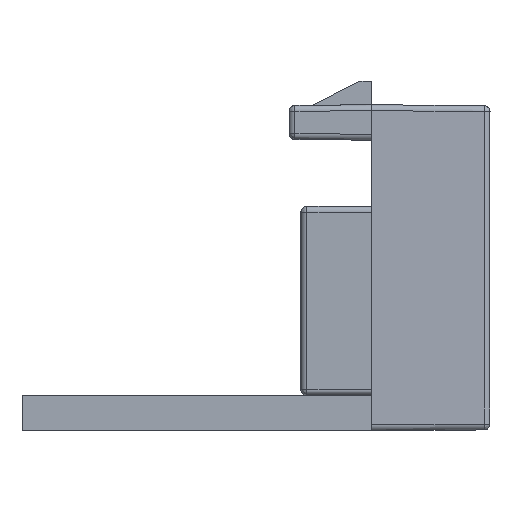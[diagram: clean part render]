
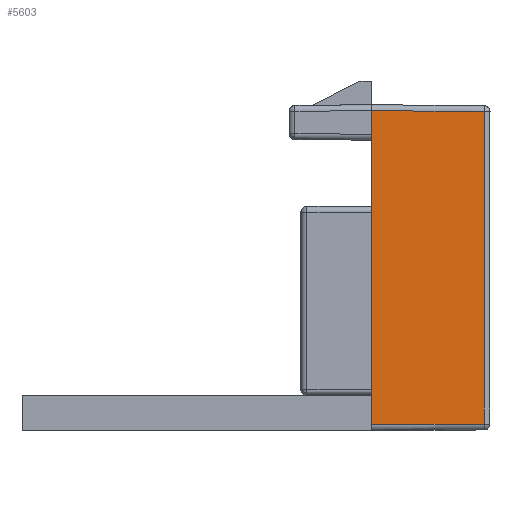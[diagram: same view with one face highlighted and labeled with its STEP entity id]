
A CAD part, front view. The second image highlights one B-rep face of the part: STEP entity #5603.
In plain terms, the highlighted planar face has unit normal (0.009, -1, 0).
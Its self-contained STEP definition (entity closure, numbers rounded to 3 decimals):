
#533 = LINE ( 'NONE', #7894, #536 ) ;
#536 = VECTOR ( 'NONE', #7848, 1000. ) ;
#924 = DIRECTION ( 'NONE',  ( 0.009, -1., 0. ) ) ;
#925 = DIRECTION ( 'NONE',  ( 1., 0.009, 0. ) ) ;
#1037 = CARTESIAN_POINT ( 'NONE',  ( -5.475, -26.204, 7.15 ) ) ;
#1232 = PLANE ( 'NONE',  #4728 ) ;
#2190 = CARTESIAN_POINT ( 'NONE',  ( -0.248, -26.159, 6.609 ) ) ;
#2279 = CARTESIAN_POINT ( 'NONE',  ( -0.248, -26.159, -6.609 ) ) ;
#2369 = CARTESIAN_POINT ( 'NONE',  ( -5., -26.2, -6.65 ) ) ;
#2371 = CARTESIAN_POINT ( 'NONE',  ( -5., -26.2, 6.65 ) ) ;
#2765 = VERTEX_POINT ( 'NONE', #2369 ) ;
#2767 = VERTEX_POINT ( 'NONE', #2371 ) ;
#2800 = VERTEX_POINT ( 'NONE', #2190 ) ;
#2889 = VERTEX_POINT ( 'NONE', #2279 ) ;
#3051 = DIRECTION ( 'NONE',  ( -1., -0.009, 0.009 ) ) ;
#3241 = CARTESIAN_POINT ( 'NONE',  ( -0.248, -26.159, 6.609 ) ) ;
#3472 = EDGE_CURVE ( 'NONE', #2767, #2765, #533, .T. ) ;
#3544 = EDGE_CURVE ( 'NONE', #2800, #2889, #4031, .T. ) ;
#3718 = EDGE_CURVE ( 'NONE', #2800, #2767, #4303, .T. ) ;
#3787 = EDGE_CURVE ( 'NONE', #2765, #2889, #4417, .T. ) ;
#4031 = LINE ( 'NONE', #7805, #4035 ) ;
#4035 = VECTOR ( 'NONE', #7802, 1000. ) ;
#4303 = LINE ( 'NONE', #3241, #4310 ) ;
#4310 = VECTOR ( 'NONE', #3051, 1000. ) ;
#4417 = LINE ( 'NONE', #8549, #4422 ) ;
#4422 = VECTOR ( 'NONE', #8518, 1000. ) ;
#4728 = AXIS2_PLACEMENT_3D ( 'NONE', #1037, #924, #925 ) ;
#5262 = ORIENTED_EDGE ( 'NONE', *, *, #3472, .T. ) ;
#5263 = ORIENTED_EDGE ( 'NONE', *, *, #3787, .T. ) ;
#5264 = ORIENTED_EDGE ( 'NONE', *, *, #3544, .F. ) ;
#5265 = ORIENTED_EDGE ( 'NONE', *, *, #3718, .T. ) ;
#5603 = ADVANCED_FACE ( 'NONE', ( #9116 ), #1232, .T. ) ;
#6308 = EDGE_LOOP ( 'NONE', ( #5262, #5263, #5264, #5265 ) ) ;
#7802 = DIRECTION ( 'NONE',  ( 0., 0., -1. ) ) ;
#7805 = CARTESIAN_POINT ( 'NONE',  ( -0.248, -26.159, -6.741 ) ) ;
#7848 = DIRECTION ( 'NONE',  ( 0., 0., -1. ) ) ;
#7894 = CARTESIAN_POINT ( 'NONE',  ( -5., -26.2, 7.15 ) ) ;
#8518 = DIRECTION ( 'NONE',  ( 1., 0.009, 0.009 ) ) ;
#8549 = CARTESIAN_POINT ( 'NONE',  ( -5., -26.2, -6.65 ) ) ;
#9116 = FACE_OUTER_BOUND ( 'NONE', #6308, .T. ) ;
